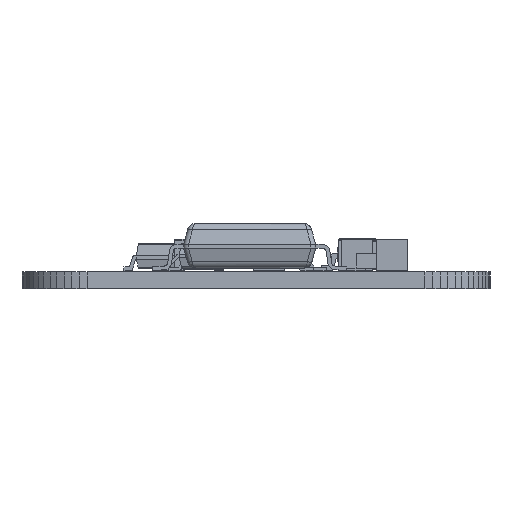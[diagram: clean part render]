
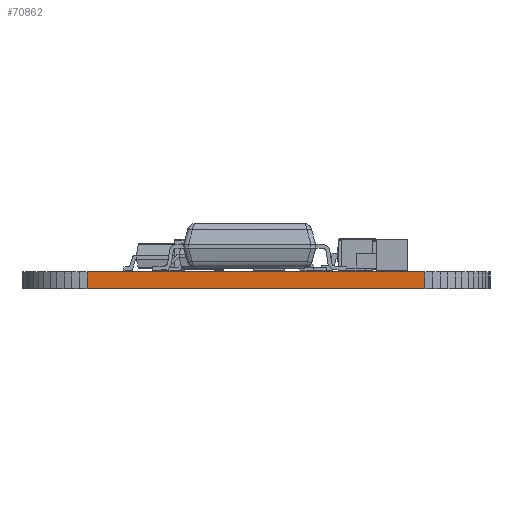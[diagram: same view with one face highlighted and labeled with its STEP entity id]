
A CAD part, front view. The second image highlights one B-rep face of the part: STEP entity #70862.
In plain terms, the highlighted planar face has unit normal (0, -1, 0).
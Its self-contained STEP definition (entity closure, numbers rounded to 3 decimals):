
#64191 = PLANE('',#64192);
#64192 = AXIS2_PLACEMENT_3D('',#64193,#64194,#64195);
#64193 = CARTESIAN_POINT('',(7.62,-13.819,0.68));
#64194 = DIRECTION('',(-0.,-0.,-1.));
#64195 = DIRECTION('',(-1.,0.,0.));
#64245 = PLANE('',#64246);
#64246 = AXIS2_PLACEMENT_3D('',#64247,#64248,#64249);
#64247 = CARTESIAN_POINT('',(7.62,-13.819,0.));
#64248 = DIRECTION('',(-0.,-0.,-1.));
#64249 = DIRECTION('',(-1.,0.,0.));
#65082 = VERTEX_POINT('',#65083);
#65083 = CARTESIAN_POINT('',(14.404,-30.554,0.));
#65097 = PLANE('',#65098);
#65098 = AXIS2_PLACEMENT_3D('',#65099,#65100,#65101);
#65099 = CARTESIAN_POINT('',(14.719,-30.535,0.));
#65100 = DIRECTION('',(0.06,-0.998,0.));
#65101 = DIRECTION('',(-0.998,-0.06,0.));
#65109 = EDGE_CURVE('',#65082,#65110,#65112,.T.);
#65110 = VERTEX_POINT('',#65111);
#65111 = CARTESIAN_POINT('',(0.836,-30.554,0.));
#65112 = SURFACE_CURVE('',#65113,(#65117,#65124),.PCURVE_S1.);
#65113 = LINE('',#65114,#65115);
#65114 = CARTESIAN_POINT('',(14.404,-30.554,0.));
#65115 = VECTOR('',#65116,1.);
#65116 = DIRECTION('',(-1.,0.,0.));
#65117 = PCURVE('',#64245,#65118);
#65118 = DEFINITIONAL_REPRESENTATION('',(#65119),#65123);
#65119 = LINE('',#65120,#65121);
#65120 = CARTESIAN_POINT('',(-6.784,-16.735));
#65121 = VECTOR('',#65122,1.);
#65122 = DIRECTION('',(1.,0.));
#65123 = ( GEOMETRIC_REPRESENTATION_CONTEXT(2) 
PARAMETRIC_REPRESENTATION_CONTEXT() REPRESENTATION_CONTEXT('2D SPACE',''
  ) );
#65124 = PCURVE('',#65125,#65130);
#65125 = PLANE('',#65126);
#65126 = AXIS2_PLACEMENT_3D('',#65127,#65128,#65129);
#65127 = CARTESIAN_POINT('',(14.404,-30.554,0.));
#65128 = DIRECTION('',(0.,-1.,0.));
#65129 = DIRECTION('',(-1.,0.,0.));
#65130 = DEFINITIONAL_REPRESENTATION('',(#65131),#65135);
#65131 = LINE('',#65132,#65133);
#65132 = CARTESIAN_POINT('',(0.,0.));
#65133 = VECTOR('',#65134,1.);
#65134 = DIRECTION('',(1.,0.));
#65135 = ( GEOMETRIC_REPRESENTATION_CONTEXT(2) 
PARAMETRIC_REPRESENTATION_CONTEXT() REPRESENTATION_CONTEXT('2D SPACE',''
  ) );
#65153 = PLANE('',#65154);
#65154 = AXIS2_PLACEMENT_3D('',#65155,#65156,#65157);
#65155 = CARTESIAN_POINT('',(0.836,-30.554,0.));
#65156 = DIRECTION('',(-0.06,-0.998,0.));
#65157 = DIRECTION('',(-0.998,0.06,0.));
#67733 = VERTEX_POINT('',#67734);
#67734 = CARTESIAN_POINT('',(14.404,-30.554,0.68));
#67755 = EDGE_CURVE('',#67733,#67756,#67758,.T.);
#67756 = VERTEX_POINT('',#67757);
#67757 = CARTESIAN_POINT('',(0.836,-30.554,0.68));
#67758 = SURFACE_CURVE('',#67759,(#67763,#67770),.PCURVE_S1.);
#67759 = LINE('',#67760,#67761);
#67760 = CARTESIAN_POINT('',(14.404,-30.554,0.68));
#67761 = VECTOR('',#67762,1.);
#67762 = DIRECTION('',(-1.,0.,0.));
#67763 = PCURVE('',#64191,#67764);
#67764 = DEFINITIONAL_REPRESENTATION('',(#67765),#67769);
#67765 = LINE('',#67766,#67767);
#67766 = CARTESIAN_POINT('',(-6.784,-16.735));
#67767 = VECTOR('',#67768,1.);
#67768 = DIRECTION('',(1.,0.));
#67769 = ( GEOMETRIC_REPRESENTATION_CONTEXT(2) 
PARAMETRIC_REPRESENTATION_CONTEXT() REPRESENTATION_CONTEXT('2D SPACE',''
  ) );
#67770 = PCURVE('',#65125,#67771);
#67771 = DEFINITIONAL_REPRESENTATION('',(#67772),#67776);
#67772 = LINE('',#67773,#67774);
#67773 = CARTESIAN_POINT('',(0.,-0.68));
#67774 = VECTOR('',#67775,1.);
#67775 = DIRECTION('',(1.,0.));
#67776 = ( GEOMETRIC_REPRESENTATION_CONTEXT(2) 
PARAMETRIC_REPRESENTATION_CONTEXT() REPRESENTATION_CONTEXT('2D SPACE',''
  ) );
#70814 = EDGE_CURVE('',#65082,#67733,#70815,.T.);
#70815 = SURFACE_CURVE('',#70816,(#70820,#70827),.PCURVE_S1.);
#70816 = LINE('',#70817,#70818);
#70817 = CARTESIAN_POINT('',(14.404,-30.554,0.));
#70818 = VECTOR('',#70819,1.);
#70819 = DIRECTION('',(0.,0.,1.));
#70820 = PCURVE('',#65097,#70821);
#70821 = DEFINITIONAL_REPRESENTATION('',(#70822),#70826);
#70822 = LINE('',#70823,#70824);
#70823 = CARTESIAN_POINT('',(0.316,0.));
#70824 = VECTOR('',#70825,1.);
#70825 = DIRECTION('',(0.,-1.));
#70826 = ( GEOMETRIC_REPRESENTATION_CONTEXT(2) 
PARAMETRIC_REPRESENTATION_CONTEXT() REPRESENTATION_CONTEXT('2D SPACE',''
  ) );
#70827 = PCURVE('',#65125,#70828);
#70828 = DEFINITIONAL_REPRESENTATION('',(#70829),#70833);
#70829 = LINE('',#70830,#70831);
#70830 = CARTESIAN_POINT('',(0.,0.));
#70831 = VECTOR('',#70832,1.);
#70832 = DIRECTION('',(0.,-1.));
#70833 = ( GEOMETRIC_REPRESENTATION_CONTEXT(2) 
PARAMETRIC_REPRESENTATION_CONTEXT() REPRESENTATION_CONTEXT('2D SPACE',''
  ) );
#70862 = ADVANCED_FACE('',(#70863),#65125,.T.);
#70863 = FACE_BOUND('',#70864,.T.);
#70864 = EDGE_LOOP('',(#70865,#70866,#70867,#70888));
#70865 = ORIENTED_EDGE('',*,*,#70814,.T.);
#70866 = ORIENTED_EDGE('',*,*,#67755,.T.);
#70867 = ORIENTED_EDGE('',*,*,#70868,.F.);
#70868 = EDGE_CURVE('',#65110,#67756,#70869,.T.);
#70869 = SURFACE_CURVE('',#70870,(#70874,#70881),.PCURVE_S1.);
#70870 = LINE('',#70871,#70872);
#70871 = CARTESIAN_POINT('',(0.836,-30.554,0.));
#70872 = VECTOR('',#70873,1.);
#70873 = DIRECTION('',(0.,0.,1.));
#70874 = PCURVE('',#65125,#70875);
#70875 = DEFINITIONAL_REPRESENTATION('',(#70876),#70880);
#70876 = LINE('',#70877,#70878);
#70877 = CARTESIAN_POINT('',(13.569,0.));
#70878 = VECTOR('',#70879,1.);
#70879 = DIRECTION('',(0.,-1.));
#70880 = ( GEOMETRIC_REPRESENTATION_CONTEXT(2) 
PARAMETRIC_REPRESENTATION_CONTEXT() REPRESENTATION_CONTEXT('2D SPACE',''
  ) );
#70881 = PCURVE('',#65153,#70882);
#70882 = DEFINITIONAL_REPRESENTATION('',(#70883),#70887);
#70883 = LINE('',#70884,#70885);
#70884 = CARTESIAN_POINT('',(0.,0.));
#70885 = VECTOR('',#70886,1.);
#70886 = DIRECTION('',(0.,-1.));
#70887 = ( GEOMETRIC_REPRESENTATION_CONTEXT(2) 
PARAMETRIC_REPRESENTATION_CONTEXT() REPRESENTATION_CONTEXT('2D SPACE',''
  ) );
#70888 = ORIENTED_EDGE('',*,*,#65109,.F.);
